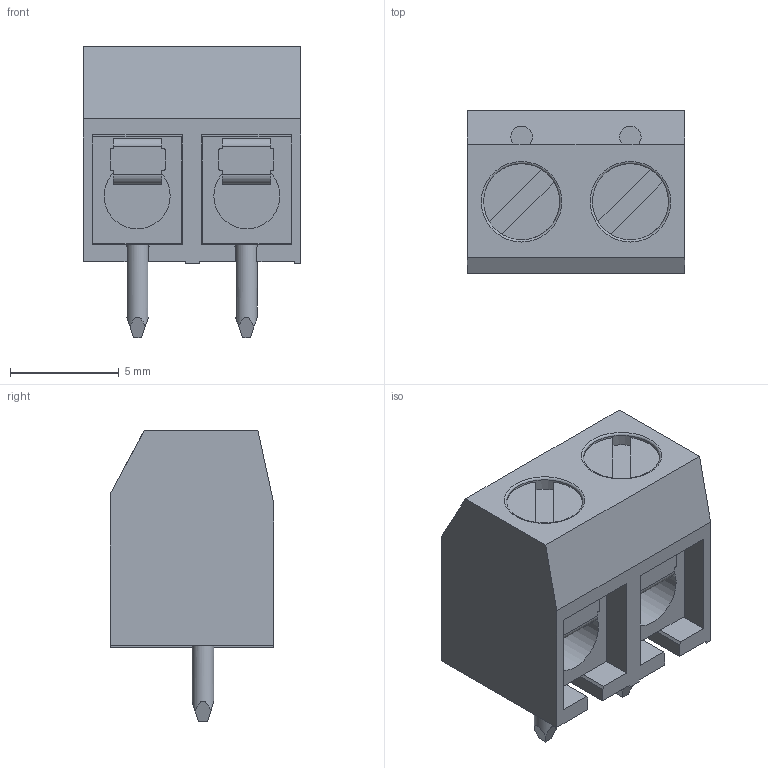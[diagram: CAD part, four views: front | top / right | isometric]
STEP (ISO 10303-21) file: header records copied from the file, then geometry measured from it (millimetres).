
FILE_DESCRIPTION(/* description */ ('Unknown'),/* implementation_level */ '2;1');
FILE_NAME(/* name */ 'TC0203620000G',/* time_stamp */ '2023-07-25T14:36:57+02:00',/* author */ ('Unknown'),/* organization */ ('Unknown'),/* preprocessor_version */ 'ST-DEVELOPER v18.102',/* originating_system */ 'Solid Edge',/* authorisation */ 'Unknown');
FILE_SCHEMA (('AUTOMOTIVE_DESIGN {1 0 10303 214 3 1 1}'));
Length unit declared in the file: millimetre
Products named in the file (1): TC0203620000G
Bounding box: 10 x 7.5 x 13.4 mm (x, y, z)
Volume: 523.2 mm3; surface area: 1023 mm2
Topology: 1 solids, 1 shells, 140 faces, 401 edges, 264 vertices
Faces by surface type: plane 104, cylinder 34, torus 2
Full cylindrical faces by diameter (mm): 1 x2, 3.038 x2, 3.5 x2
Entity records: 5468 total; most frequent: CARTESIAN_POINT 781, ORIENTED_EDGE 768, DIRECTION 758, EDGE_CURVE 384, LINE 292, VECTOR 292, VERTEX_POINT 256, AXIS2_PLACEMENT_3D 233
